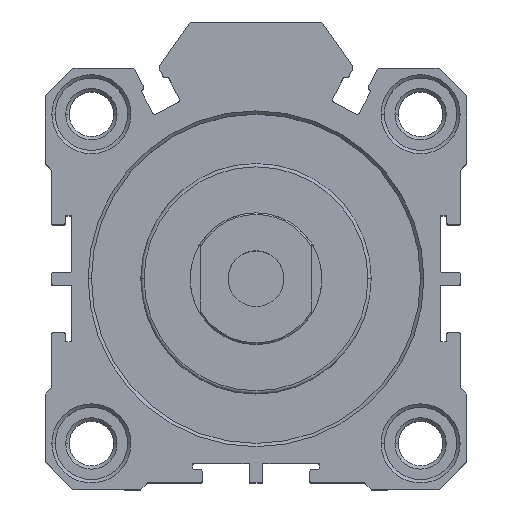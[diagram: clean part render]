
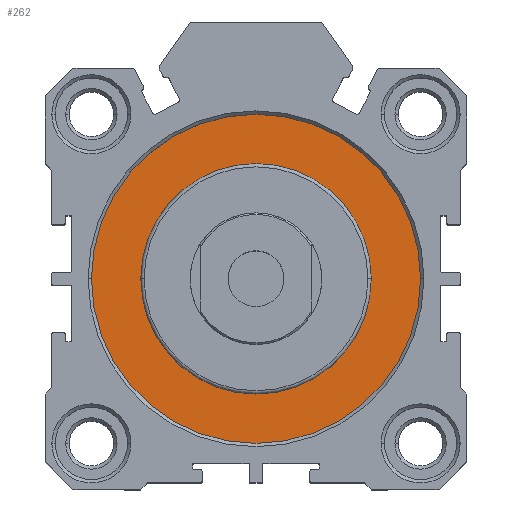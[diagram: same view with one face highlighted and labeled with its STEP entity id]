
A CAD part, top view. The second image highlights one B-rep face of the part: STEP entity #262.
In plain terms, the highlighted planar face has unit normal (0, 0, 1).
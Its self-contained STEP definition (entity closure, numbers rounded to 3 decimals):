
#51 = DIRECTION ( 'NONE',  ( 1., 0., 0. ) ) ;
#199 = CARTESIAN_POINT ( 'NONE',  ( 0., 0., 18.75 ) ) ;
#262 = ADVANCED_FACE ( 'NONE', ( #4933, #5128 ), #5773, .T. ) ;
#294 = ORIENTED_EDGE ( 'NONE', *, *, #6766, .T. ) ;
#314 = DIRECTION ( 'NONE',  ( 1., 0., 0. ) ) ;
#409 = EDGE_CURVE ( 'NONE', #1491, #5359, #7046, .T. ) ;
#996 = AXIS2_PLACEMENT_3D ( 'NONE', #2301, #6602, #2912 ) ;
#1014 = DIRECTION ( 'NONE',  ( 0., 0., 1. ) ) ;
#1377 = CIRCLE ( 'NONE', #5446, 25. ) ;
#1491 = VERTEX_POINT ( 'NONE', #3410 ) ;
#1638 = CARTESIAN_POINT ( 'NONE',  ( -25., 0., 18.75 ) ) ;
#2301 = CARTESIAN_POINT ( 'NONE',  ( 0., 0., 18.75 ) ) ;
#2463 = ORIENTED_EDGE ( 'NONE', *, *, #4343, .T. ) ;
#2493 = CARTESIAN_POINT ( 'NONE',  ( -17.5, 0., 18.75 ) ) ;
#2574 = AXIS2_PLACEMENT_3D ( 'NONE', #4729, #1014, #5350 ) ;
#2618 = EDGE_LOOP ( 'NONE', ( #3611, #6237 ) ) ;
#2722 = DIRECTION ( 'NONE',  ( 1., 0., 0. ) ) ;
#2912 = DIRECTION ( 'NONE',  ( 1., 0., 0. ) ) ;
#3174 = CIRCLE ( 'NONE', #996, 25. ) ;
#3310 = EDGE_LOOP ( 'NONE', ( #294, #2463 ) ) ;
#3410 = CARTESIAN_POINT ( 'NONE',  ( 17.5, 0., 18.75 ) ) ;
#3611 = ORIENTED_EDGE ( 'NONE', *, *, #3690, .F. ) ;
#3690 = EDGE_CURVE ( 'NONE', #5359, #1491, #7542, .T. ) ;
#3784 = DIRECTION ( 'NONE',  ( 0., 0., 1. ) ) ;
#4044 = DIRECTION ( 'NONE',  ( 0., 0., 1. ) ) ;
#4343 = EDGE_CURVE ( 'NONE', #4854, #5940, #1377, .T. ) ;
#4729 = CARTESIAN_POINT ( 'NONE',  ( 0., 0., 18.75 ) ) ;
#4854 = VERTEX_POINT ( 'NONE', #1638 ) ;
#4933 = FACE_BOUND ( 'NONE', #2618, .T. ) ;
#5128 = FACE_OUTER_BOUND ( 'NONE', #3310, .T. ) ;
#5350 = DIRECTION ( 'NONE',  ( 1., 0., 0. ) ) ;
#5359 = VERTEX_POINT ( 'NONE', #2493 ) ;
#5446 = AXIS2_PLACEMENT_3D ( 'NONE', #7451, #3784, #51 ) ;
#5773 = PLANE ( 'NONE',  #7243 ) ;
#5940 = VERTEX_POINT ( 'NONE', #7388 ) ;
#6237 = ORIENTED_EDGE ( 'NONE', *, *, #409, .F. ) ;
#6408 = DIRECTION ( 'NONE',  ( 0., 0., 1. ) ) ;
#6602 = DIRECTION ( 'NONE',  ( 0., 0., 1. ) ) ;
#6766 = EDGE_CURVE ( 'NONE', #5940, #4854, #3174, .T. ) ;
#7046 = CIRCLE ( 'NONE', #2574, 17.5 ) ;
#7243 = AXIS2_PLACEMENT_3D ( 'NONE', #199, #6408, #2722 ) ;
#7388 = CARTESIAN_POINT ( 'NONE',  ( 25., 0., 18.75 ) ) ;
#7451 = CARTESIAN_POINT ( 'NONE',  ( 0., 0., 18.75 ) ) ;
#7542 = CIRCLE ( 'NONE', #7967, 17.5 ) ;
#7721 = CARTESIAN_POINT ( 'NONE',  ( 0., 0., 18.75 ) ) ;
#7967 = AXIS2_PLACEMENT_3D ( 'NONE', #7721, #4044, #314 ) ;
